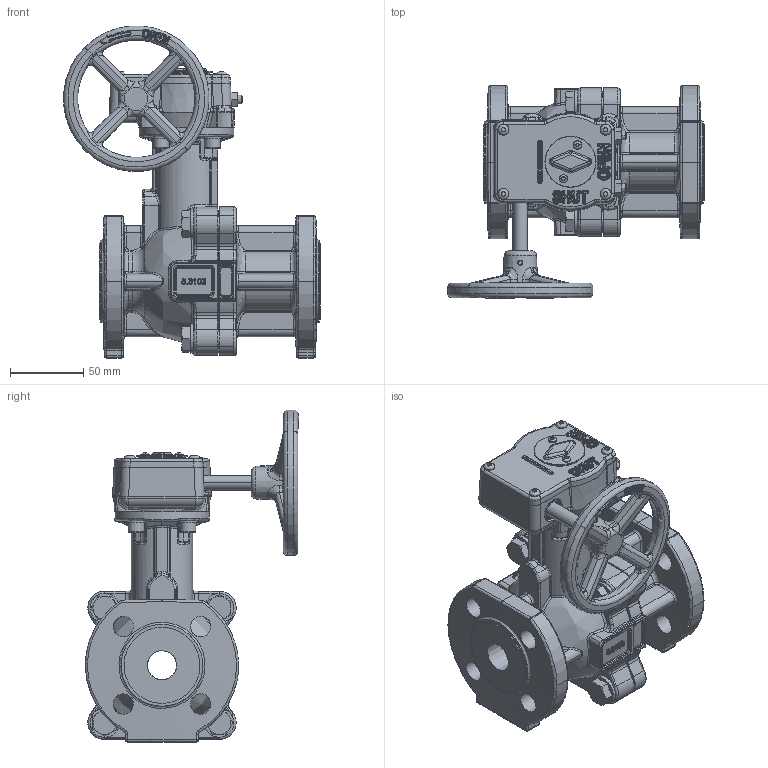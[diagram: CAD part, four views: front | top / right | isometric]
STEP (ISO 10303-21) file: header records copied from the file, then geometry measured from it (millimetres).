
FILE_DESCRIPTION(('HOOPS Exchange Step'),'2;1');
FILE_NAME('FK13001004.stp','2025-09-18T10:56:27+02:00',('nieru'),('Unknown organisation'),'HOOPS Exchange 2024.2','HOOPS Exchange','Unknown authorisation');
FILE_SCHEMA( ('AP203_CONFIGURATION_CONTROLLED_3D_DESIGN_OF_MECHANICAL_PARTS_AND_ASSEMBLIES_MIM_LF') );
Length unit declared in the file: millimetre
Products named in the file (4): 0; root
Assembly tree (3 placements, depth 3):
  root
    0
      0
      0
Bounding box: 175.7 x 146.09 x 227.29 mm (x, y, z)
Volume: 1079124 mm3; surface area: 183764.9 mm2
Topology: 19 solids, 19 shells, 2693 faces, 6603 edges, 4001 vertices
Faces by surface type: cylinder 808, bspline 764, plane 586, torus 236, cone 201, sphere 73, extrusion 25
Full cylindrical faces by diameter (mm): 2.2 x4, 3.5 x3, 4.134 x1, 6.759 x4, 7 x4, 7.6 x4, 8.376 x4, 10 x5, 10.5 x4, 10.984 x4, 11.5 x4, 12.505 x4, 14 x8, 14.63 x4, 20 x4, 32 x2, 36 x1, 52 x2, 56 x2, 65 x1, 91 x1, 97 x2
Entity records: 238381 total; most frequent: CARTESIAN_POINT 182487, ORIENTED_EDGE 13108, DIRECTION 9072, EDGE_CURVE 6554, VERTEX_POINT 4001, AXIS2_PLACEMENT_3D 3505, EDGE_LOOP 2849, FACE_BOUND 2849
